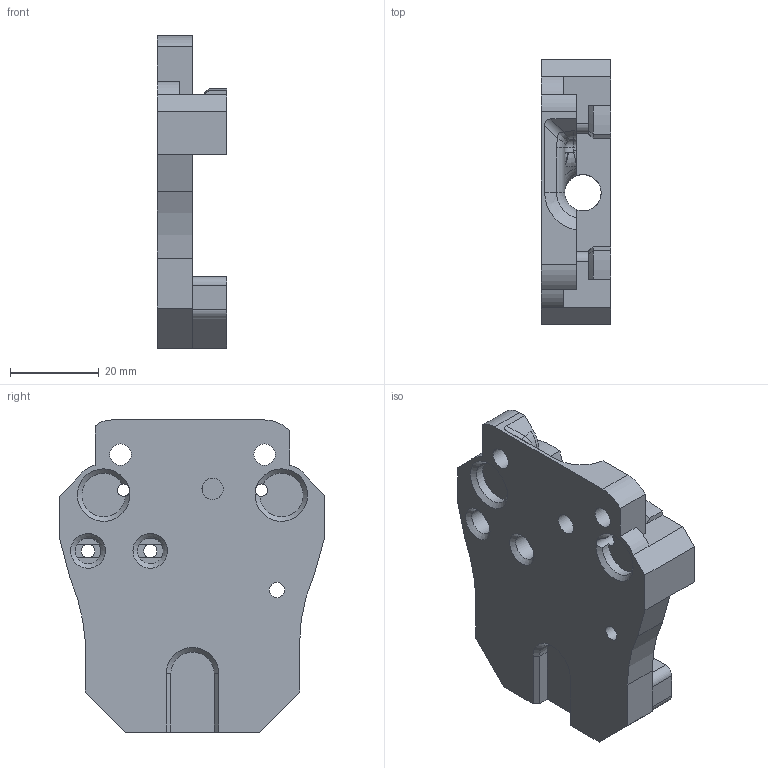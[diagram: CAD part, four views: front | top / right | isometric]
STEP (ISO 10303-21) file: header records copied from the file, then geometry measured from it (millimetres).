
FILE_DESCRIPTION(/* description */ (''),/* implementation_level */ '2;1');
FILE_NAME(/* name */ 'Test_carriage v4.step',/* time_stamp */ '2022-12-29T17:14:57+01:00',/* author */ (''),/* organization */ (''),/* preprocessor_version */ 'ST-DEVELOPER v19.2',/* originating_system */ 'Autodesk Translation Framework v11.17.0.187',/* authorisation */ '');
FILE_SCHEMA (('AUTOMOTIVE_DESIGN { 1 0 10303 214 3 1 1 }'));
Length unit declared in the file: millimetre
Products named in the file (1): Test_carriage
Bounding box: 15.7 x 59.56 x 70.19 mm (x, y, z)
Volume: 31163.5 mm3; surface area: 12409.1 mm2
Topology: 1 solids, 1 shells, 157 faces, 425 edges, 273 vertices
Faces by surface type: plane 88, cylinder 46, cone 12, bspline 7, torus 3, sphere 1
Full cylindrical faces by diameter (mm): 2.8 x2, 3 x2, 3.4 x2, 3.5 x1, 4.8 x6, 5.7 x2, 5.8 x3, 7 x1, 8.2 x1
Entity records: 5261 total; most frequent: CARTESIAN_POINT 1214, ORIENTED_EDGE 846, DIRECTION 831, EDGE_CURVE 423, AXIS2_PLACEMENT_3D 288, VERTEX_POINT 273, LINE 255, VECTOR 255
